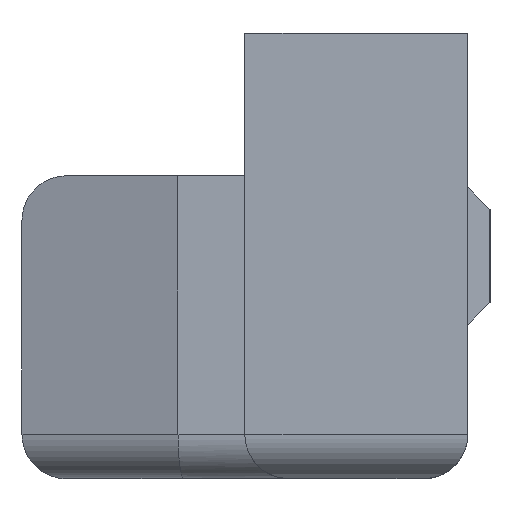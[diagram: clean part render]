
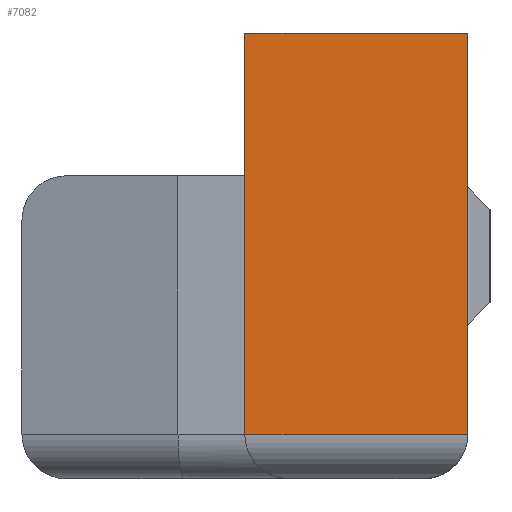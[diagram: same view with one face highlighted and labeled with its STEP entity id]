
A CAD part, left-side view. The second image highlights one B-rep face of the part: STEP entity #7082.
In plain terms, the highlighted planar face has unit normal (-1, 0, 0).
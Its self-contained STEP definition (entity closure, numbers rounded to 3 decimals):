
#213 = PLANE('',#214);
#214 = AXIS2_PLACEMENT_3D('',#215,#216,#217);
#215 = CARTESIAN_POINT('',(-100.,5.,10.));
#216 = DIRECTION('',(0.,1.,0.));
#217 = DIRECTION('',(1.,0.,0.));
#632 = VERTEX_POINT('',#633);
#633 = CARTESIAN_POINT('',(-100.,5.,-8.));
#654 = EDGE_CURVE('',#655,#632,#657,.T.);
#655 = VERTEX_POINT('',#656);
#656 = CARTESIAN_POINT('',(-100.,5.,10.));
#657 = SURFACE_CURVE('',#658,(#662,#669),.PCURVE_S1.);
#658 = LINE('',#659,#660);
#659 = CARTESIAN_POINT('',(-100.,5.,10.));
#660 = VECTOR('',#661,1.);
#661 = DIRECTION('',(0.,0.,-1.));
#662 = PCURVE('',#213,#663);
#663 = DEFINITIONAL_REPRESENTATION('',(#664),#668);
#664 = LINE('',#665,#666);
#665 = CARTESIAN_POINT('',(0.,0.));
#666 = VECTOR('',#667,1.);
#667 = DIRECTION('',(0.,1.));
#668 = ( GEOMETRIC_REPRESENTATION_CONTEXT(2) 
PARAMETRIC_REPRESENTATION_CONTEXT() REPRESENTATION_CONTEXT('2D SPACE',''
  ) );
#669 = PCURVE('',#670,#675);
#670 = PLANE('',#671);
#671 = AXIS2_PLACEMENT_3D('',#672,#673,#674);
#672 = CARTESIAN_POINT('',(-100.,-5.,10.));
#673 = DIRECTION('',(1.,0.,0.));
#674 = DIRECTION('',(0.,1.,0.));
#675 = DEFINITIONAL_REPRESENTATION('',(#676),#680);
#676 = LINE('',#677,#678);
#677 = CARTESIAN_POINT('',(10.,0.));
#678 = VECTOR('',#679,1.);
#679 = DIRECTION('',(0.,-1.));
#680 = ( GEOMETRIC_REPRESENTATION_CONTEXT(2) 
PARAMETRIC_REPRESENTATION_CONTEXT() REPRESENTATION_CONTEXT('2D SPACE',''
  ) );
#698 = PLANE('',#699);
#699 = AXIS2_PLACEMENT_3D('',#700,#701,#702);
#700 = CARTESIAN_POINT('',(-100.,-5.,10.));
#701 = DIRECTION('',(0.,0.,-1.));
#702 = DIRECTION('',(0.,1.,0.));
#1579 = CYLINDRICAL_SURFACE('',#1580,2.);
#1580 = AXIS2_PLACEMENT_3D('',#1581,#1582,#1583);
#1581 = CARTESIAN_POINT('',(-98.,-5.,-8.));
#1582 = DIRECTION('',(0.,1.,0.));
#1583 = DIRECTION('',(0.,0.,-1.));
#6889 = VERTEX_POINT('',#6890);
#6890 = CARTESIAN_POINT('',(-100.,-5.,10.));
#6906 = PLANE('',#6907);
#6907 = AXIS2_PLACEMENT_3D('',#6908,#6909,#6910);
#6908 = CARTESIAN_POINT('',(-100.,-5.,10.));
#6909 = DIRECTION('',(0.,1.,0.));
#6910 = DIRECTION('',(1.,0.,0.));
#6918 = EDGE_CURVE('',#6889,#655,#6919,.T.);
#6919 = SURFACE_CURVE('',#6920,(#6924,#6931),.PCURVE_S1.);
#6920 = LINE('',#6921,#6922);
#6921 = CARTESIAN_POINT('',(-100.,-5.,10.));
#6922 = VECTOR('',#6923,1.);
#6923 = DIRECTION('',(0.,1.,0.));
#6924 = PCURVE('',#698,#6925);
#6925 = DEFINITIONAL_REPRESENTATION('',(#6926),#6930);
#6926 = LINE('',#6927,#6928);
#6927 = CARTESIAN_POINT('',(0.,0.));
#6928 = VECTOR('',#6929,1.);
#6929 = DIRECTION('',(1.,0.));
#6930 = ( GEOMETRIC_REPRESENTATION_CONTEXT(2) 
PARAMETRIC_REPRESENTATION_CONTEXT() REPRESENTATION_CONTEXT('2D SPACE',''
  ) );
#6931 = PCURVE('',#670,#6932);
#6932 = DEFINITIONAL_REPRESENTATION('',(#6933),#6937);
#6933 = LINE('',#6934,#6935);
#6934 = CARTESIAN_POINT('',(0.,0.));
#6935 = VECTOR('',#6936,1.);
#6936 = DIRECTION('',(1.,0.));
#6937 = ( GEOMETRIC_REPRESENTATION_CONTEXT(2) 
PARAMETRIC_REPRESENTATION_CONTEXT() REPRESENTATION_CONTEXT('2D SPACE',''
  ) );
#7082 = ADVANCED_FACE('',(#7083),#670,.F.);
#7083 = FACE_BOUND('',#7084,.F.);
#7084 = EDGE_LOOP('',(#7085,#7086,#7087,#7110));
#7085 = ORIENTED_EDGE('',*,*,#654,.F.);
#7086 = ORIENTED_EDGE('',*,*,#6918,.F.);
#7087 = ORIENTED_EDGE('',*,*,#7088,.T.);
#7088 = EDGE_CURVE('',#6889,#7089,#7091,.T.);
#7089 = VERTEX_POINT('',#7090);
#7090 = CARTESIAN_POINT('',(-100.,-5.,-8.));
#7091 = SURFACE_CURVE('',#7092,(#7096,#7103),.PCURVE_S1.);
#7092 = LINE('',#7093,#7094);
#7093 = CARTESIAN_POINT('',(-100.,-5.,10.));
#7094 = VECTOR('',#7095,1.);
#7095 = DIRECTION('',(0.,0.,-1.));
#7096 = PCURVE('',#670,#7097);
#7097 = DEFINITIONAL_REPRESENTATION('',(#7098),#7102);
#7098 = LINE('',#7099,#7100);
#7099 = CARTESIAN_POINT('',(0.,0.));
#7100 = VECTOR('',#7101,1.);
#7101 = DIRECTION('',(0.,-1.));
#7102 = ( GEOMETRIC_REPRESENTATION_CONTEXT(2) 
PARAMETRIC_REPRESENTATION_CONTEXT() REPRESENTATION_CONTEXT('2D SPACE',''
  ) );
#7103 = PCURVE('',#6906,#7104);
#7104 = DEFINITIONAL_REPRESENTATION('',(#7105),#7109);
#7105 = LINE('',#7106,#7107);
#7106 = CARTESIAN_POINT('',(0.,0.));
#7107 = VECTOR('',#7108,1.);
#7108 = DIRECTION('',(0.,1.));
#7109 = ( GEOMETRIC_REPRESENTATION_CONTEXT(2) 
PARAMETRIC_REPRESENTATION_CONTEXT() REPRESENTATION_CONTEXT('2D SPACE',''
  ) );
#7110 = ORIENTED_EDGE('',*,*,#7111,.T.);
#7111 = EDGE_CURVE('',#7089,#632,#7112,.T.);
#7112 = SURFACE_CURVE('',#7113,(#7117,#7124),.PCURVE_S1.);
#7113 = LINE('',#7114,#7115);
#7114 = CARTESIAN_POINT('',(-100.,-5.,-8.));
#7115 = VECTOR('',#7116,1.);
#7116 = DIRECTION('',(0.,1.,0.));
#7117 = PCURVE('',#670,#7118);
#7118 = DEFINITIONAL_REPRESENTATION('',(#7119),#7123);
#7119 = LINE('',#7120,#7121);
#7120 = CARTESIAN_POINT('',(0.,-18.));
#7121 = VECTOR('',#7122,1.);
#7122 = DIRECTION('',(1.,0.));
#7123 = ( GEOMETRIC_REPRESENTATION_CONTEXT(2) 
PARAMETRIC_REPRESENTATION_CONTEXT() REPRESENTATION_CONTEXT('2D SPACE',''
  ) );
#7124 = PCURVE('',#1579,#7125);
#7125 = DEFINITIONAL_REPRESENTATION('',(#7126),#7130);
#7126 = LINE('',#7127,#7128);
#7127 = CARTESIAN_POINT('',(1.571,0.));
#7128 = VECTOR('',#7129,1.);
#7129 = DIRECTION('',(0.,1.));
#7130 = ( GEOMETRIC_REPRESENTATION_CONTEXT(2) 
PARAMETRIC_REPRESENTATION_CONTEXT() REPRESENTATION_CONTEXT('2D SPACE',''
  ) );
